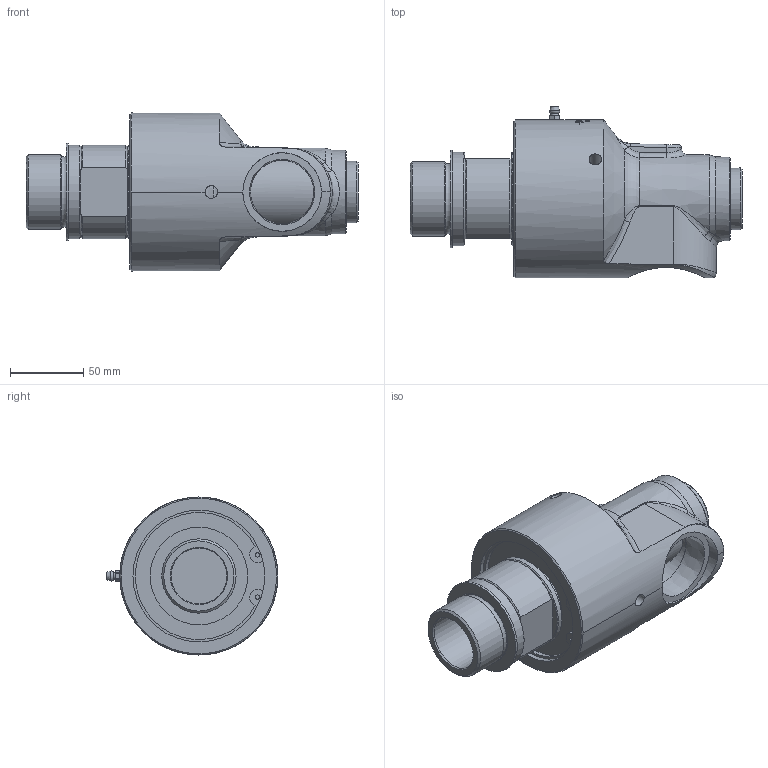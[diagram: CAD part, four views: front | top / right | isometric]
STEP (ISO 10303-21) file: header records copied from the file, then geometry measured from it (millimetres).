
FILE_DESCRIPTION(/* description */ (''),/* implementation_level */ '2;1');
FILE_NAME(/* name */ '555-513-396-IC.stp',/* time_stamp */ '2020-05-20T14:14:30-05:00',/* author */ ('GALINDOLM'),/* organization */ (''),/* preprocessor_version */ 'ST-DEVELOPER v18',/* originating_system */ 'Autodesk Inventor 2020',/* authorisation */ '');
FILE_SCHEMA (('CONFIG_CONTROL_DESIGN','AUTOMOTIVE_DESIGN { 1 0 10303 214 3 1 1 }'));
Products named in the file (1): 555-513-396-IC
Bounding box: 226.93 x 117.41 x 108 mm (x, y, z)
Volume: 938857.6 mm3; surface area: 102573.9 mm2
Topology: 1 solids, 2 shells, 488 faces, 1324 edges, 880 vertices
Faces by surface type: bspline 240, plane 128, cylinder 71, cone 42, torus 7
Full cylindrical faces by diameter (mm): 2.005 x1, 3.12 x2, 3.5 x1, 5.359 x1, 8.6 x3, 38.1 x1, 43.256 x1, 50.754 x1, 50.8 x1, 53.7 x1, 56.25 x1, 64 x2, 66.7 x1, 90.07 x1
Entity records: 64783 total; most frequent: CARTESIAN_POINT 53420, ORIENTED_EDGE 2642, DIRECTION 1817, EDGE_CURVE 1321, VERTEX_POINT 880, AXIS2_PLACEMENT_3D 688, EDGE_LOOP 533, FACE_OUTER_BOUND 488
